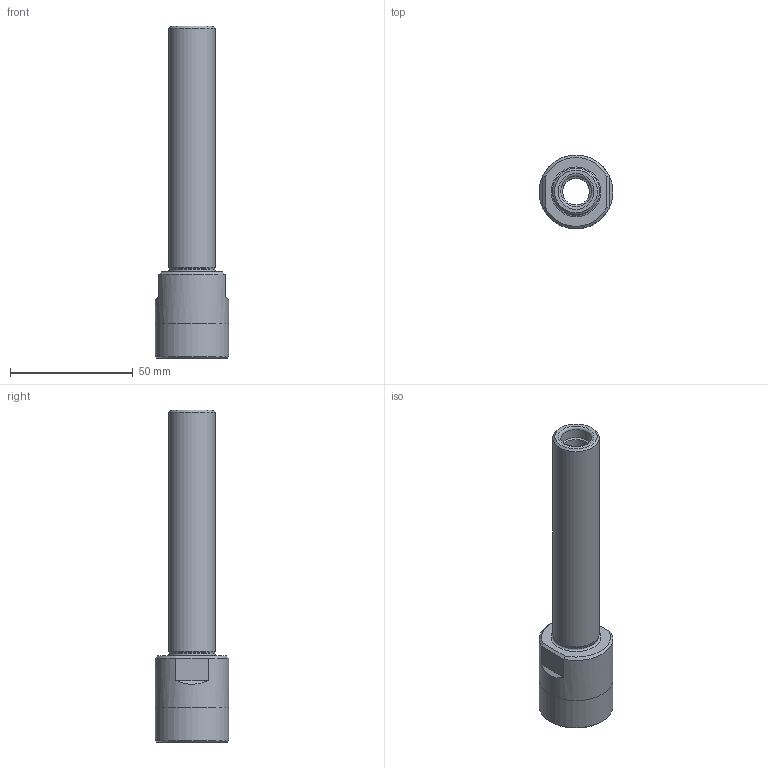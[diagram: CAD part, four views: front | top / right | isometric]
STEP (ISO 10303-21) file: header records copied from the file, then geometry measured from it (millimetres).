
FILE_DESCRIPTION(/* description */ (''),/* implementation_level */ '2;1');
FILE_NAME(/* name */ '261922561.stp',/* time_stamp */ '2021-01-19T15:23:36',/* author */ ('LRA'),/* organization */ ('REGO-FIX'),/* preprocessor_version */ ' Unknown',/* originating_system */ 'SIEMENS PLM Software Solid Edge ST10',/* authorization */ 'Unknown');
FILE_SCHEMA (('AUTOMOTIVE_DESIGN { 1 0 10303 214 2 1 1}'));
Length unit declared in the file: millimetre
Products named in the file (1): NOCUT
Bounding box: 30 x 30 x 135 mm (x, y, z)
Volume: 32472.5 mm3; surface area: 15633.4 mm2
Topology: 1 solids, 1 shells, 27 faces, 58 edges, 34 vertices
Faces by surface type: plane 9, cone 8, cylinder 7, torus 3
Full cylindrical faces by diameter (mm): 10.917 x1, 12.5 x1, 18 x1, 18.65 x1, 19.05 x1, 30 x2
Entity records: 844 total; most frequent: DIRECTION 120, CARTESIAN_POINT 111, ORIENTED_EDGE 76, AXIS2_PLACEMENT_3D 55, EDGE_LOOP 46, FACE_BOUND 46, EDGE_CURVE 38, VERTEX_POINT 30
